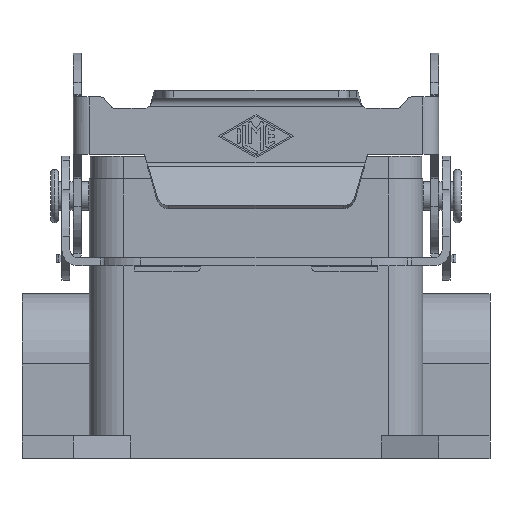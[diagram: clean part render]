
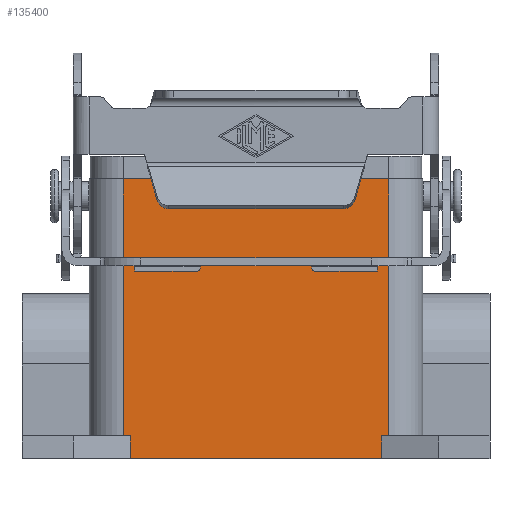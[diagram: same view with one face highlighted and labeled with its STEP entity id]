
A CAD part, front view. The second image highlights one B-rep face of the part: STEP entity #135400.
In plain terms, the highlighted planar face has unit normal (0, -1, 0).
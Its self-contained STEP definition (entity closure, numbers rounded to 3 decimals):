
#97390=CARTESIAN_POINT('',(-22.,-22.25,-46.));
#97400=VERTEX_POINT('',#97390);
#97430=CARTESIAN_POINT('',(22.,-22.25,-46.));
#97440=DIRECTION('',(-1.,0.,0.));
#97450=VECTOR('',#97440,44.);
#97460=LINE('',#97430,#97450);
#97470=CARTESIAN_POINT('',(22.,-22.25,-46.));
#97480=VERTEX_POINT('',#97470);
#97490=EDGE_CURVE('',#97480,#97400,#97460,.T.);
#99230=CARTESIAN_POINT('',(-23.25,-22.25,-42.));
#99240=VERTEX_POINT('',#99230);
#99270=CARTESIAN_POINT('',(-22.,-22.25,-42.));
#99280=DIRECTION('',(-1.,0.,0.));
#99290=VECTOR('',#99280,1.25);
#99300=LINE('',#99270,#99290);
#99310=CARTESIAN_POINT('',(-22.,-22.25,-42.));
#99320=VERTEX_POINT('',#99310);
#99330=EDGE_CURVE('',#99320,#99240,#99300,.T.);
#102340=CARTESIAN_POINT('',(22.,-22.25,-42.));
#102350=VERTEX_POINT('',#102340);
#102380=CARTESIAN_POINT('',(23.25,-22.25,-42.));
#102390=DIRECTION('',(-1.,0.,0.));
#102400=VECTOR('',#102390,1.25);
#102410=LINE('',#102380,#102400);
#102420=CARTESIAN_POINT('',(23.25,-22.25,-42.));
#102430=VERTEX_POINT('',#102420);
#102440=EDGE_CURVE('',#102430,#102350,#102410,.T.);
#131650=CARTESIAN_POINT('',(-23.25,-22.25,3.));
#131660=VERTEX_POINT('',#131650);
#131690=CARTESIAN_POINT('',(-23.25,-22.25,-42.));
#131700=DIRECTION('',(0.,0.,1.));
#131710=VECTOR('',#131700,45.);
#131720=LINE('',#131690,#131710);
#131730=EDGE_CURVE('',#99240,#131660,#131720,.T.);
#132090=CARTESIAN_POINT('',(23.25,-22.25,-42.));
#132100=DIRECTION('',(0.,0.,1.));
#132110=VECTOR('',#132100,45.);
#132120=LINE('',#132090,#132110);
#132130=CARTESIAN_POINT('',(23.25,-22.25,3.));
#132140=VERTEX_POINT('',#132130);
#132150=EDGE_CURVE('',#102430,#132140,#132120,.T.);
#132370=CARTESIAN_POINT('',(23.25,-22.25,3.));
#132380=DIRECTION('',(-1.,0.,0.));
#132390=VECTOR('',#132380,46.5);
#132400=LINE('',#132370,#132390);
#132410=EDGE_CURVE('',#132140,#131660,#132400,.T.);
#135100=CARTESIAN_POINT('',(22.,-22.25,-46.));
#135110=DIRECTION('',(0.,0.,1.));
#135120=VECTOR('',#135110,4.);
#135130=LINE('',#135100,#135120);
#135140=EDGE_CURVE('',#97480,#102350,#135130,.T.);
#135200=CARTESIAN_POINT('',(22.,-22.25,-46.));
#135210=DIRECTION('',(0.,-1.,0.));
#135220=DIRECTION('',(0.,0.,-1.));
#135230=AXIS2_PLACEMENT_3D('',#135200,#135210,#135220);
#135240=PLANE('',#135230);
#135250=ORIENTED_EDGE('',*,*,#99330,.F.);
#135260=ORIENTED_EDGE('',*,*,#131730,.F.);
#135270=ORIENTED_EDGE('',*,*,#132410,.T.);
#135280=ORIENTED_EDGE('',*,*,#132150,.T.);
#135290=ORIENTED_EDGE('',*,*,#102440,.F.);
#135300=ORIENTED_EDGE('',*,*,#135140,.T.);
#135310=ORIENTED_EDGE('',*,*,#97490,.F.);
#135320=CARTESIAN_POINT('',(-22.,-22.25,-46.));
#135330=DIRECTION('',(0.,0.,1.));
#135340=VECTOR('',#135330,4.);
#135350=LINE('',#135320,#135340);
#135360=EDGE_CURVE('',#97400,#99320,#135350,.T.);
#135370=ORIENTED_EDGE('',*,*,#135360,.F.);
#135380=EDGE_LOOP('',(#135370,#135310,#135300,#135290,#135280,#135270,
#135260,#135250));
#135390=FACE_OUTER_BOUND('',#135380,.T.);
#135400=ADVANCED_FACE('',(#135390),#135240,.T.);
